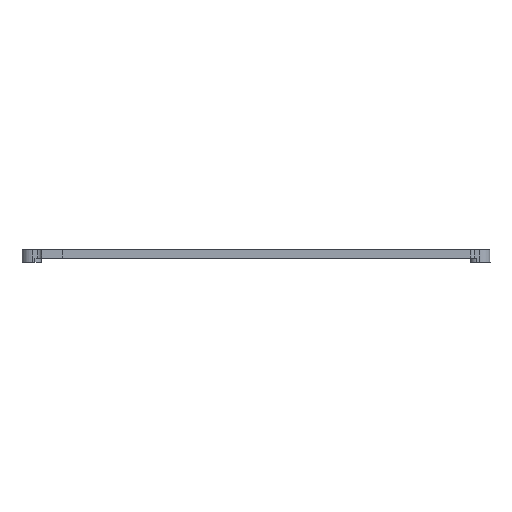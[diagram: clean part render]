
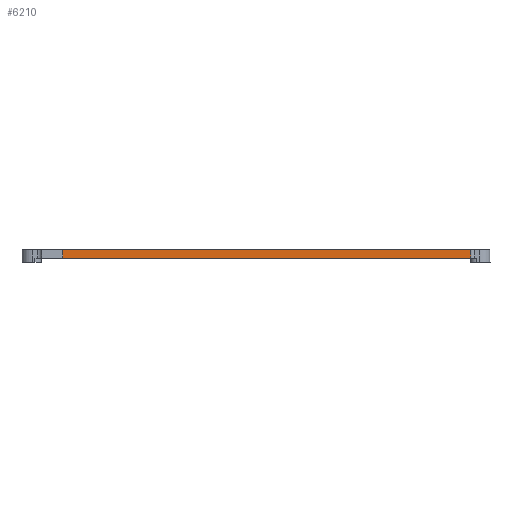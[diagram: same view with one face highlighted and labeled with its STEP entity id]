
A CAD part, left-side view. The second image highlights one B-rep face of the part: STEP entity #6210.
In plain terms, the highlighted planar face has unit normal (-1, 0, 0).
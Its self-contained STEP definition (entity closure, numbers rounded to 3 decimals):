
#2428=CARTESIAN_POINT('',(0.13,12.132,4.51));
#2429=VERTEX_POINT('',#2428);
#2436=CARTESIAN_POINT('',(0.13,108.33,4.51));
#2437=VERTEX_POINT('',#2436);
#2438=CARTESIAN_POINT('',(0.13,12.132,4.51));
#2439=DIRECTION('',(-0.,1.,-0.));
#2440=VECTOR('',#2439,96.198);
#2441=LINE('',#2438,#2440);
#2442=EDGE_CURVE('',#2429,#2437,#2441,.T.);
#5949=CARTESIAN_POINT('',(0.13,108.33,6.51));
#5950=VERTEX_POINT('',#5949);
#5957=CARTESIAN_POINT('',(0.13,12.132,6.51));
#5958=VERTEX_POINT('',#5957);
#5959=CARTESIAN_POINT('',(0.13,108.33,6.51));
#5960=DIRECTION('',(-0.,-1.,0.));
#5961=VECTOR('',#5960,96.198);
#5962=LINE('',#5959,#5961);
#5963=EDGE_CURVE('',#5950,#5958,#5962,.T.);
#6189=CARTESIAN_POINT('',(0.13,19.3,3.5));
#6190=DIRECTION('',(-1.,0.,0.));
#6191=DIRECTION('',(0.,1.,0.));
#6192=AXIS2_PLACEMENT_3D('',#6189,#6190,#6191);
#6193=PLANE('',#6192);
#6194=CARTESIAN_POINT('',(0.13,108.33,4.51));
#6195=DIRECTION('',(0.,0.,1.));
#6196=VECTOR('',#6195,2.);
#6197=LINE('',#6194,#6196);
#6198=EDGE_CURVE('',#2437,#5950,#6197,.T.);
#6199=ORIENTED_EDGE('',*,*,#6198,.F.);
#6200=ORIENTED_EDGE('',*,*,#2442,.F.);
#6201=CARTESIAN_POINT('',(0.13,12.132,6.51));
#6202=DIRECTION('',(-0.,-0.,-1.));
#6203=VECTOR('',#6202,2.);
#6204=LINE('',#6201,#6203);
#6205=EDGE_CURVE('',#5958,#2429,#6204,.T.);
#6206=ORIENTED_EDGE('',*,*,#6205,.F.);
#6207=ORIENTED_EDGE('',*,*,#5963,.F.);
#6208=EDGE_LOOP('',(#6199,#6200,#6206,#6207));
#6209=FACE_BOUND('',#6208,.T.);
#6210=ADVANCED_FACE('',(#6209),#6193,.T.);
